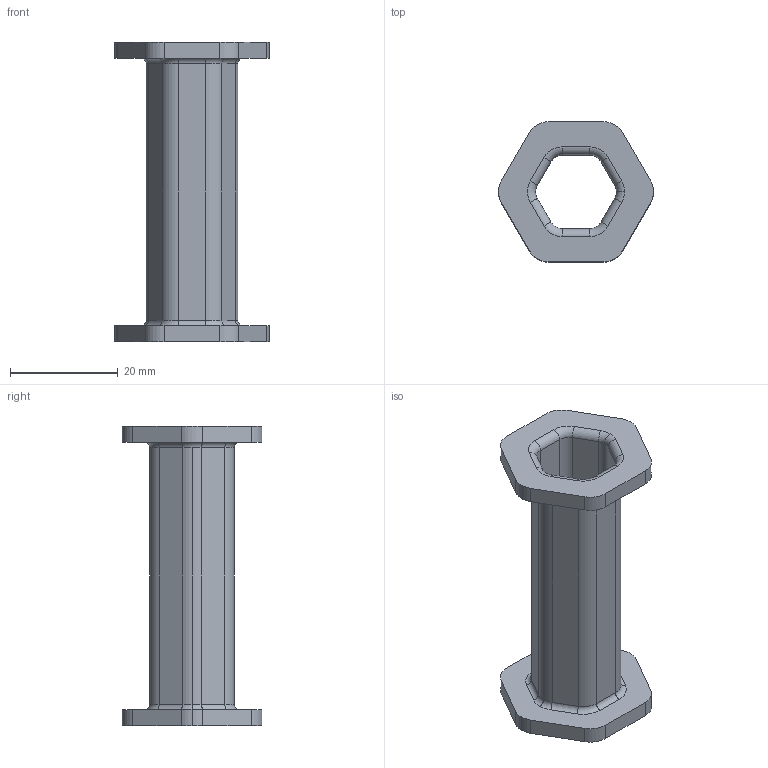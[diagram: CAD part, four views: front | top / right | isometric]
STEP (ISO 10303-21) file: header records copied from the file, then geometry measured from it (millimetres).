
FILE_DESCRIPTION (( 'STEP AP203' ), '1' );
FILE_NAME ('Hex coil.STEP', '2018-06-11T02:09:28', ( '' ), ( '' ), 'SwSTEP 2.0', 'SolidWorks 2016', '' );
FILE_SCHEMA (( 'CONFIG_CONTROL_DESIGN' ));
Length unit declared in the file: millimetre
Products named in the file (1): Hex coil
Bounding box: 28.78 x 26 x 55.7 mm (x, y, z)
Volume: 4929.8 mm3; surface area: 7149.4 mm2
Topology: 1 solids, 1 shells, 108 faces, 263 edges, 159 vertices
Faces by surface type: cylinder 52, torus 28, plane 28
Entity records: 3255 total; most frequent: DIRECTION 620, CARTESIAN_POINT 531, ORIENTED_EDGE 526, EDGE_CURVE 263, AXIS2_PLACEMENT_3D 248, VERTEX_POINT 159, CIRCLE 139, VECTOR 124
